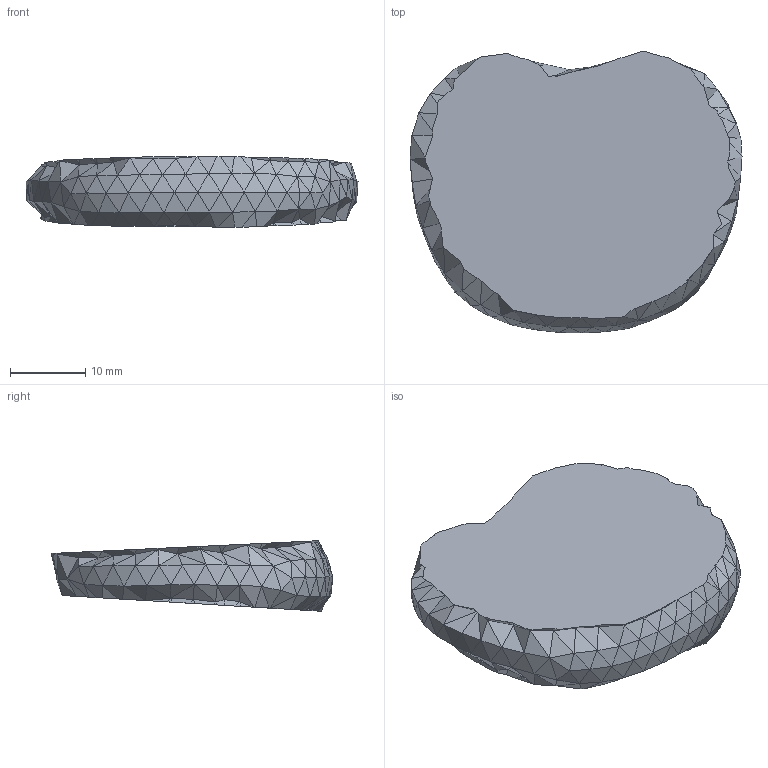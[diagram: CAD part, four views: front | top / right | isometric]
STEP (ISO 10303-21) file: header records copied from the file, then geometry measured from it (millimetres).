
FILE_DESCRIPTION(/* description */ (''),/* implementation_level */ '2;1');
FILE_NAME(/* name */ 'IVD_L2.step',/* time_stamp */ '2024-06-05T10:11:04-04:00',/* author */ (''),/* organization */ (''),/* preprocessor_version */ 'ST-DEVELOPER v20',/* originating_system */ 'Autodesk Translation Framework v13.14.0.145',/* authorisation */ '');
FILE_SCHEMA (('AUTOMOTIVE_DESIGN { 1 0 10303 214 3 1 1 }'));
Length unit declared in the file: millimetre
Products named in the file (1): IVD_L2
Bounding box: 44 x 37.34 x 9.35 mm (x, y, z)
Volume: 9344.3 mm3; surface area: 3470.9 mm2
Topology: 1 solids, 1 shells, 414 faces, 772 edges, 360 vertices
Faces by surface type: plane 414
Entity records: 9477 total; most frequent: DIRECTION 1602, CARTESIAN_POINT 1547, ORIENTED_EDGE 1544, LINE 772, VECTOR 772, EDGE_CURVE 772, AXIS2_PLACEMENT_3D 415, FACE_OUTER_BOUND 414
